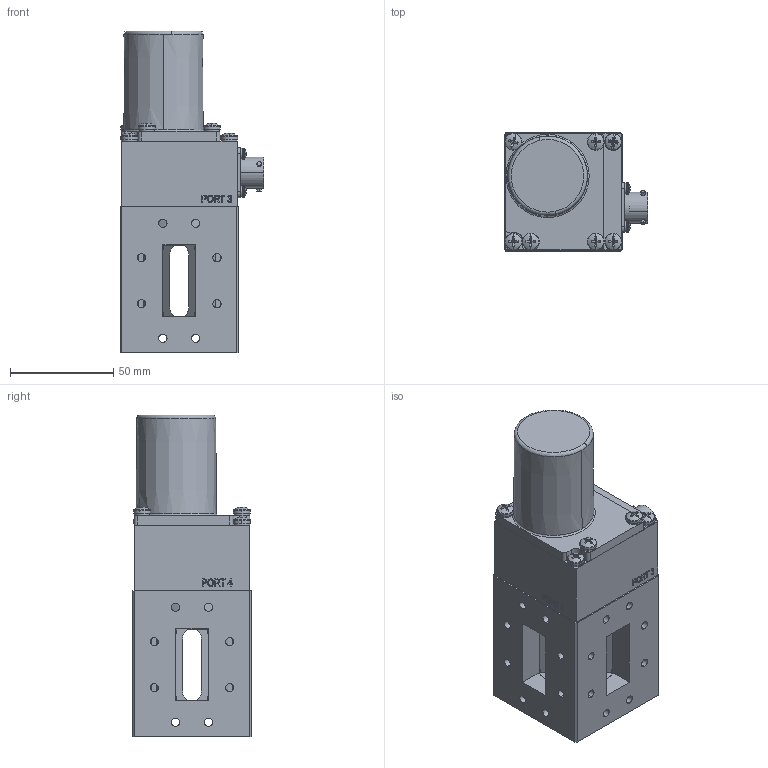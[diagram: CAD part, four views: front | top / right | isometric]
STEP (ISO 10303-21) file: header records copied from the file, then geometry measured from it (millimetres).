
FILE_DESCRIPTION (( 'STEP AP214' ), '1' );
FILE_NAME ('3AFS.STEP', '2011-08-26T12:58:03', ( '' ), ( '' ), 'SwSTEP 2.0', 'SolidWorks 2011', '' );
FILE_SCHEMA (( 'AUTOMOTIVE_DESIGN' ));
Length unit declared in the file: inch
Products named in the file (1): 3AFS
Bounding box: 69.44 x 57.15 x 155.65 mm (x, y, z)
Surface area: 55433.1 mm2 (no closed solid volume)
Topology: 0 solids, 33 shells, 628 faces, 2108 edges, 1471 vertices
Faces by surface type: plane 313, cylinder 173, bspline 76, torus 40, sphere 24, cone 2
Entity records: 37471 total; most frequent: CARTESIAN_POINT 11429, DIRECTION 3671, ORIENTED_EDGE 3337, EDGE_CURVE 2108, VERTEX_POINT 1471, AXIS2_PLACEMENT_3D 1296, VECTOR 1079, LINE 1079
